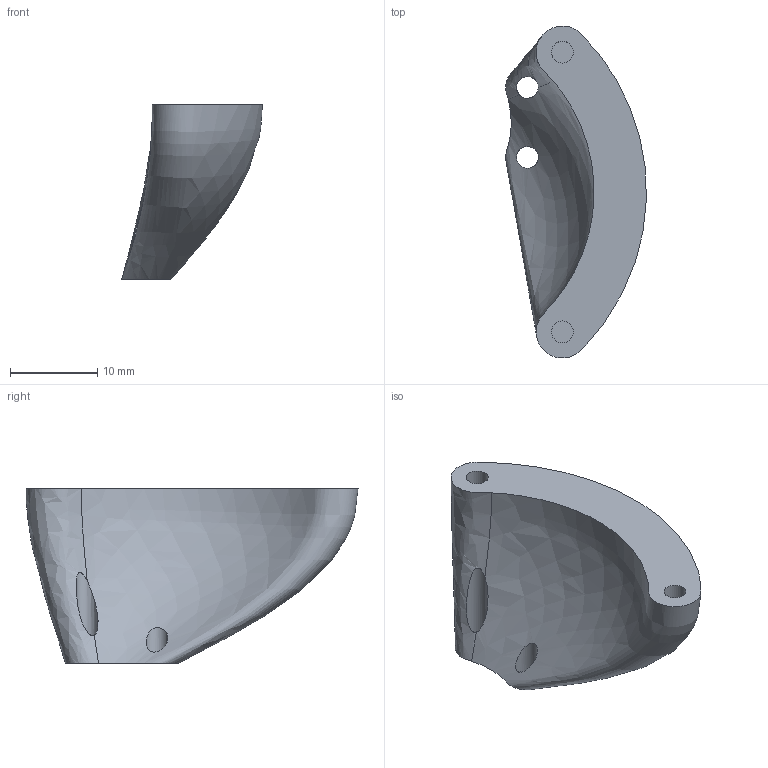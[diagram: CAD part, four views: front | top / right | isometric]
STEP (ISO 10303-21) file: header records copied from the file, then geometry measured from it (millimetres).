
FILE_DESCRIPTION(/* description */ (''),/* implementation_level */ '2;1');
FILE_NAME(/* name */ 'fan-mount v1.step',/* time_stamp */ '2025-10-27T10:23:15+01:00',/* author */ (''),/* organization */ (''),/* preprocessor_version */ 'ST-DEVELOPER v20.1',/* originating_system */ 'Autodesk Translation Framework v14.17.0.0',/* authorisation */ '');
FILE_SCHEMA (('AUTOMOTIVE_DESIGN { 1 0 10303 214 3 1 1 }'));
Length unit declared in the file: millimetre
Products named in the file (1): fan-mount
Bounding box: 16.11 x 37.99 x 20 mm (x, y, z)
Volume: 3626.6 mm3; surface area: 2004.3 mm2
Topology: 1 solids, 1 shells, 10 faces, 22 edges, 15 vertices
Faces by surface type: plane 4, cylinder 4, bspline 2
Full cylindrical faces by diameter (mm): 2.5 x4
Entity records: 1073 total; most frequent: CARTESIAN_POINT 830, ORIENTED_EDGE 44, DIRECTION 34, EDGE_CURVE 22, EDGE_LOOP 15, VERTEX_POINT 15, AXIS2_PLACEMENT_3D 15, B_SPLINE_CURVE_WITH_KNOTS 12
